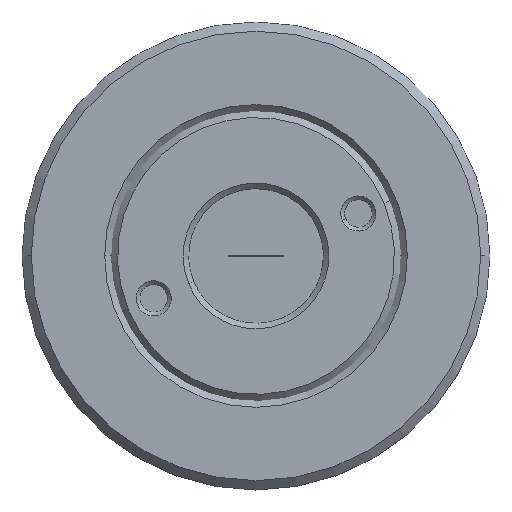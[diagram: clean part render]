
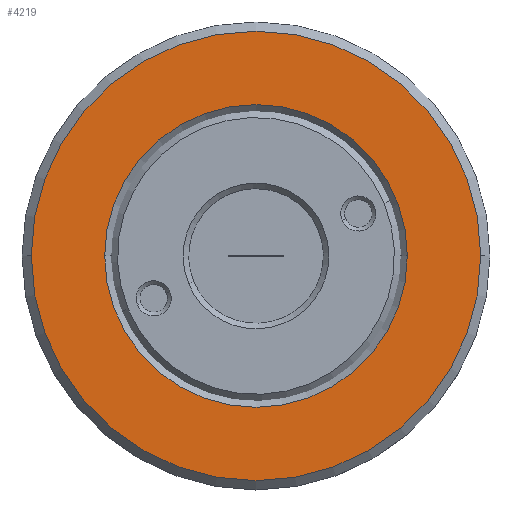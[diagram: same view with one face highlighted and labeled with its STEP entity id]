
A CAD part, top view. The second image highlights one B-rep face of the part: STEP entity #4219.
In plain terms, the highlighted planar face has unit normal (0, 0, 1).
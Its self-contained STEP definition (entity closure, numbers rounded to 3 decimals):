
#195 = CIRCLE ( 'NONE', #2639, 8.2 ) ;
#265 = CARTESIAN_POINT ( 'NONE',  ( -57.535, 11.159, 1.466 ) ) ;
#296 = VERTEX_POINT ( 'NONE', #4888 ) ;
#436 = EDGE_CURVE ( 'NONE', #296, #13728, #195, .T. ) ;
#1646 = EDGE_LOOP ( 'NONE', ( #14774, #14633 ) ) ;
#1761 = VERTEX_POINT ( 'NONE', #12460 ) ;
#1959 = DIRECTION ( 'NONE',  ( 0., 0., -1. ) ) ;
#2111 = DIRECTION ( 'NONE',  ( 1., 0., 0. ) ) ;
#2639 = AXIS2_PLACEMENT_3D ( 'NONE', #10931, #11487, #12402 ) ;
#3085 = EDGE_LOOP ( 'NONE', ( #13598, #6110 ) ) ;
#4219 = ADVANCED_FACE ( 'NONE', ( #13659, #6649 ), #13736, .T. ) ;
#4888 = CARTESIAN_POINT ( 'NONE',  ( -53.56, 11.159, 1.466 ) ) ;
#5516 = DIRECTION ( 'NONE',  ( 1., 0., 0. ) ) ;
#6110 = ORIENTED_EDGE ( 'NONE', *, *, #436, .T. ) ;
#6649 = FACE_OUTER_BOUND ( 'NONE', #1646, .T. ) ;
#6894 = DIRECTION ( 'NONE',  ( 0., 0., -1. ) ) ;
#7045 = DIRECTION ( 'NONE',  ( -1., 0., 0. ) ) ;
#8193 = CARTESIAN_POINT ( 'NONE',  ( -45.36, 11.159, 1.466 ) ) ;
#10115 = CARTESIAN_POINT ( 'NONE',  ( -45.36, 11.159, 1.466 ) ) ;
#10362 = EDGE_CURVE ( 'NONE', #13728, #296, #12000, .T. ) ;
#10452 = VERTEX_POINT ( 'NONE', #265 ) ;
#10492 = AXIS2_PLACEMENT_3D ( 'NONE', #8193, #6894, #7045 ) ;
#10931 = CARTESIAN_POINT ( 'NONE',  ( -45.36, 11.159, 1.466 ) ) ;
#11222 = CARTESIAN_POINT ( 'NONE',  ( -45.36, 11.159, 1.466 ) ) ;
#11298 = CARTESIAN_POINT ( 'NONE',  ( -37.16, 11.159, 1.466 ) ) ;
#11369 = DIRECTION ( 'NONE',  ( 0., 0., 1. ) ) ;
#11483 = AXIS2_PLACEMENT_3D ( 'NONE', #11222, #14975, #14747 ) ;
#11487 = DIRECTION ( 'NONE',  ( 0., 0., -1. ) ) ;
#11488 = CIRCLE ( 'NONE', #10492, 12.175 ) ;
#11965 = CIRCLE ( 'NONE', #11483, 12.175 ) ;
#12000 = CIRCLE ( 'NONE', #13971, 8.2 ) ;
#12106 = EDGE_CURVE ( 'NONE', #1761, #10452, #11965, .T. ) ;
#12402 = DIRECTION ( 'NONE',  ( 1., 0., 0. ) ) ;
#12460 = CARTESIAN_POINT ( 'NONE',  ( -33.185, 11.159, 1.466 ) ) ;
#12479 = CARTESIAN_POINT ( 'NONE',  ( -45.36, 11.159, 1.466 ) ) ;
#13598 = ORIENTED_EDGE ( 'NONE', *, *, #10362, .T. ) ;
#13659 = FACE_BOUND ( 'NONE', #3085, .T. ) ;
#13728 = VERTEX_POINT ( 'NONE', #11298 ) ;
#13736 = PLANE ( 'NONE',  #14046 ) ;
#13753 = EDGE_CURVE ( 'NONE', #10452, #1761, #11488, .T. ) ;
#13971 = AXIS2_PLACEMENT_3D ( 'NONE', #12479, #1959, #2111 ) ;
#14046 = AXIS2_PLACEMENT_3D ( 'NONE', #10115, #11369, #5516 ) ;
#14633 = ORIENTED_EDGE ( 'NONE', *, *, #12106, .F. ) ;
#14747 = DIRECTION ( 'NONE',  ( -1., 0., 0. ) ) ;
#14774 = ORIENTED_EDGE ( 'NONE', *, *, #13753, .F. ) ;
#14975 = DIRECTION ( 'NONE',  ( 0., 0., -1. ) ) ;
